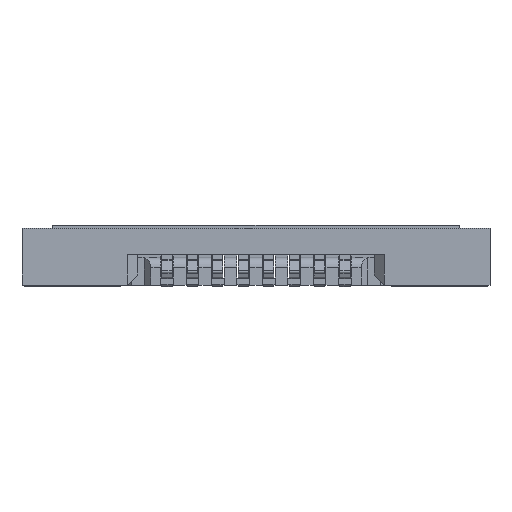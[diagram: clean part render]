
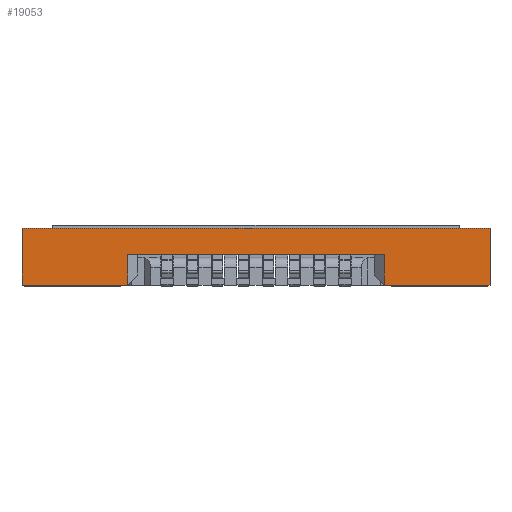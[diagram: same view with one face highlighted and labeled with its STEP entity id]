
A CAD part, top view. The second image highlights one B-rep face of the part: STEP entity #19053.
In plain terms, the highlighted planar face has unit normal (0, 0, 1).
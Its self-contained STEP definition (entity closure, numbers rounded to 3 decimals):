
#6951=DIRECTION('',(0.,-1.,0.));
#6952=VECTOR('',#6951,1.12);
#6953=CARTESIAN_POINT('',(-4.6,1.12,4.55));
#6954=LINE('',#6953,#6952);
#6955=DIRECTION('',(-1.,0.,0.));
#6956=VECTOR('',#6955,9.2);
#6957=CARTESIAN_POINT('',(4.6,1.12,4.55));
#6958=LINE('',#6957,#6956);
#6959=DIRECTION('',(0.,1.,0.));
#6960=VECTOR('',#6959,1.12);
#6961=CARTESIAN_POINT('',(4.6,0.,4.55));
#6962=LINE('',#6961,#6960);
#6963=DIRECTION('',(1.,0.,0.));
#6964=VECTOR('',#6963,2.075);
#6965=CARTESIAN_POINT('',(2.525,0.,4.55));
#6966=LINE('',#6965,#6964);
#6967=DIRECTION('',(1.,0.,0.));
#6968=VECTOR('',#6967,5.05);
#6969=CARTESIAN_POINT('',(-2.525,0.6,4.55));
#6970=LINE('',#6969,#6968);
#6971=DIRECTION('',(1.,0.,0.));
#6972=VECTOR('',#6971,2.075);
#6973=CARTESIAN_POINT('',(-4.6,0.,4.55));
#6974=LINE('',#6973,#6972);
#6995=DIRECTION('',(0.,1.,0.));
#6996=VECTOR('',#6995,0.6);
#6997=CARTESIAN_POINT('',(-2.525,0.,4.55));
#6998=LINE('',#6997,#6996);
#7019=DIRECTION('',(0.,-1.,0.));
#7020=VECTOR('',#7019,0.6);
#7021=CARTESIAN_POINT('',(2.525,0.6,4.55));
#7022=LINE('',#7021,#7020);
#7367=CARTESIAN_POINT('',(-4.6,1.12,4.55));
#7368=CARTESIAN_POINT('',(-4.6,0.,4.55));
#7369=VERTEX_POINT('',#7367);
#7370=VERTEX_POINT('',#7368);
#7371=CARTESIAN_POINT('',(4.6,0.,4.55));
#7372=CARTESIAN_POINT('',(4.6,1.12,4.55));
#7373=VERTEX_POINT('',#7371);
#7374=VERTEX_POINT('',#7372);
#8519=CARTESIAN_POINT('',(-2.525,0.,4.55));
#8521=VERTEX_POINT('',#8519);
#8523=CARTESIAN_POINT('',(-2.525,0.6,4.55));
#8524=VERTEX_POINT('',#8523);
#8527=CARTESIAN_POINT('',(2.525,0.6,4.55));
#8528=CARTESIAN_POINT('',(2.525,0.,4.55));
#8529=VERTEX_POINT('',#8527);
#8530=VERTEX_POINT('',#8528);
#19032=CARTESIAN_POINT('',(0.,0.,4.55));
#19033=DIRECTION('',(0.,0.,1.));
#19034=DIRECTION('',(1.,0.,0.));
#19035=AXIS2_PLACEMENT_3D('',#19032,#19033,#19034);
#19036=PLANE('',#19035);
#19038=ORIENTED_EDGE('',*,*,#19037,.F.);
#19040=ORIENTED_EDGE('',*,*,#19039,.F.);
#19042=ORIENTED_EDGE('',*,*,#19041,.F.);
#19043=ORIENTED_EDGE('',*,*,#19023,.F.);
#19045=ORIENTED_EDGE('',*,*,#19044,.F.);
#19046=ORIENTED_EDGE('',*,*,#11112,.F.);
#19048=ORIENTED_EDGE('',*,*,#19047,.F.);
#19050=ORIENTED_EDGE('',*,*,#19049,.F.);
#19051=EDGE_LOOP('',(#19038,#19040,#19042,#19043,#19045,#19046,#19048,#19050));
#19052=FACE_OUTER_BOUND('',#19051,.F.);
#19053=ADVANCED_FACE('',(#19052),#19036,.T.);
#11112=EDGE_CURVE('',#8524,#8529,#6970,.T.);
#19023=EDGE_CURVE('',#8530,#7373,#6966,.T.);
#19037=EDGE_CURVE('',#7369,#7370,#6954,.T.);
#19039=EDGE_CURVE('',#7374,#7369,#6958,.T.);
#19041=EDGE_CURVE('',#7373,#7374,#6962,.T.);
#19044=EDGE_CURVE('',#8529,#8530,#7022,.T.);
#19047=EDGE_CURVE('',#8521,#8524,#6998,.T.);
#19049=EDGE_CURVE('',#7370,#8521,#6974,.T.);
